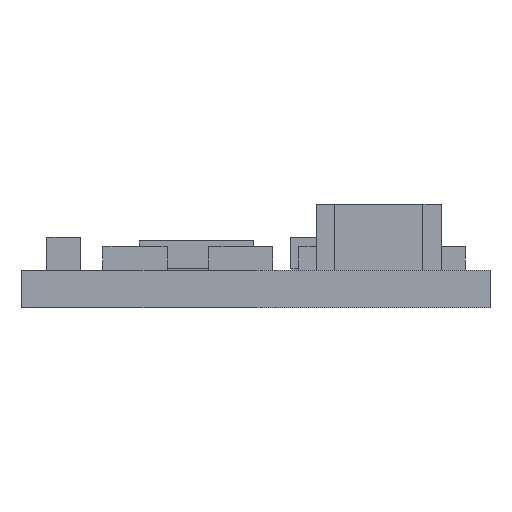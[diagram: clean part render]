
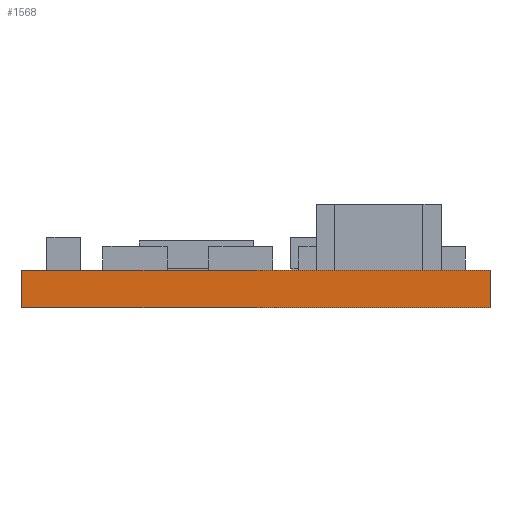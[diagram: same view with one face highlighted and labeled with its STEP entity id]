
A CAD part, left-side view. The second image highlights one B-rep face of the part: STEP entity #1568.
In plain terms, the highlighted planar face has unit normal (-1, 0, 0).
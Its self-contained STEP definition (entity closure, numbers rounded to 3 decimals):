
#1510 = EDGE_CURVE ( 'NONE', #4694, #27291, #28318, .T. ) ;
#1568 = ADVANCED_FACE ( 'NONE', ( #36695 ), #1667, .F. ) ;
#1667 = PLANE ( 'NONE',  #22786 ) ;
#2065 = EDGE_CURVE ( 'NONE', #33393, #27291, #27749, .T. ) ;
#3468 = CARTESIAN_POINT ( 'NONE',  ( 0., 12.7, 1.016 ) ) ;
#4608 = CARTESIAN_POINT ( 'NONE',  ( 0., 12.7, 0. ) ) ;
#4655 = CARTESIAN_POINT ( 'NONE',  ( 0., 0., 1.016 ) ) ;
#4694 = VERTEX_POINT ( 'NONE', #32685 ) ;
#6443 = EDGE_LOOP ( 'NONE', ( #25672, #8980, #31948, #13021 ) ) ;
#7597 = LINE ( 'NONE', #17872, #14713 ) ;
#8980 = ORIENTED_EDGE ( 'NONE', *, *, #1510, .F. ) ;
#10549 = CARTESIAN_POINT ( 'NONE',  ( 0., 12.7, 1.016 ) ) ;
#13021 = ORIENTED_EDGE ( 'NONE', *, *, #29381, .T. ) ;
#14713 = VECTOR ( 'NONE', #23531, 1000. ) ;
#16513 = DIRECTION ( 'NONE',  ( 1., 0., 0. ) ) ;
#17501 = VERTEX_POINT ( 'NONE', #3468 ) ;
#17872 = CARTESIAN_POINT ( 'NONE',  ( 0., 12.7, 1.016 ) ) ;
#19184 = DIRECTION ( 'NONE',  ( 0., 0., -1. ) ) ;
#19559 = CARTESIAN_POINT ( 'NONE',  ( 0., 12.7, 1.016 ) ) ;
#20476 = EDGE_CURVE ( 'NONE', #17501, #4694, #33436, .T. ) ;
#21747 = DIRECTION ( 'NONE',  ( 0., -1., 0. ) ) ;
#22786 = AXIS2_PLACEMENT_3D ( 'NONE', #19559, #16513, #19184 ) ;
#23394 = VECTOR ( 'NONE', #33087, 1000. ) ;
#23531 = DIRECTION ( 'NONE',  ( 0., 0., -1. ) ) ;
#24621 = VECTOR ( 'NONE', #30447, 1000. ) ;
#25672 = ORIENTED_EDGE ( 'NONE', *, *, #2065, .T. ) ;
#27291 = VERTEX_POINT ( 'NONE', #30330 ) ;
#27749 = LINE ( 'NONE', #4608, #24621 ) ;
#28318 = LINE ( 'NONE', #4655, #23394 ) ;
#29381 = EDGE_CURVE ( 'NONE', #17501, #33393, #7597, .T. ) ;
#30330 = CARTESIAN_POINT ( 'NONE',  ( 0., 0., 0. ) ) ;
#30447 = DIRECTION ( 'NONE',  ( 0., -1., 0. ) ) ;
#31948 = ORIENTED_EDGE ( 'NONE', *, *, #20476, .F. ) ;
#32685 = CARTESIAN_POINT ( 'NONE',  ( 0., 0., 1.016 ) ) ;
#33087 = DIRECTION ( 'NONE',  ( 0., 0., -1. ) ) ;
#33206 = CARTESIAN_POINT ( 'NONE',  ( 0., 12.7, 0. ) ) ;
#33393 = VERTEX_POINT ( 'NONE', #33206 ) ;
#33436 = LINE ( 'NONE', #10549, #33878 ) ;
#33878 = VECTOR ( 'NONE', #21747, 1000. ) ;
#36695 = FACE_OUTER_BOUND ( 'NONE', #6443, .T. ) ;
